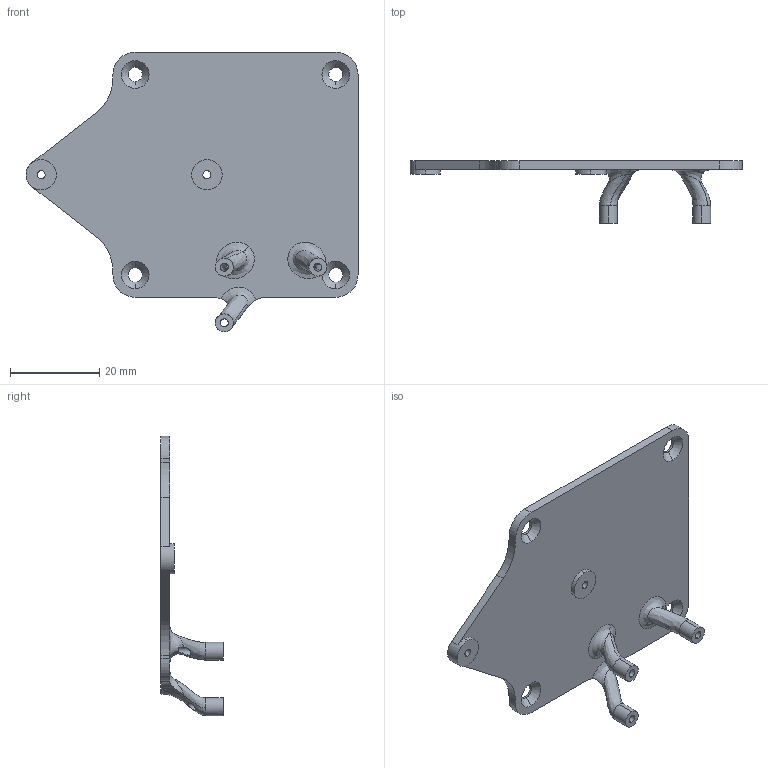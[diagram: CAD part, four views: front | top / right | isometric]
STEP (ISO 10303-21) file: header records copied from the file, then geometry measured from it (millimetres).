
FILE_DESCRIPTION (( 'STEP AP214' ), '1' );
FILE_NAME ('Piastra FDM Inferiore.STEP', '2023-06-07T08:00:46', ( '' ), ( '' ), 'SwSTEP 2.0', 'SolidWorks 2020', '' );
FILE_SCHEMA (( 'AUTOMOTIVE_DESIGN' ));
Length unit declared in the file: millimetre
Products named in the file (1): Piastra FDM Inferiore
Bounding box: 74.51 x 14 x 62.75 mm (x, y, z)
Volume: 7128.3 mm3; surface area: 7856.3 mm2
Topology: 1 solids, 1 shells, 72 faces, 200 edges, 130 vertices
Faces by surface type: cylinder 34, plane 17, bspline 13, cone 8
Entity records: 3852 total; most frequent: CARTESIAN_POINT 2024, ORIENTED_EDGE 400, DIRECTION 340, EDGE_CURVE 200, AXIS2_PLACEMENT_3D 137, VERTEX_POINT 130, EDGE_LOOP 90, CIRCLE 77
